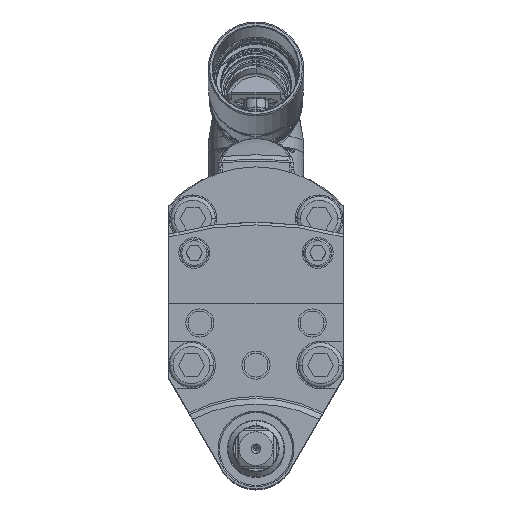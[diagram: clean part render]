
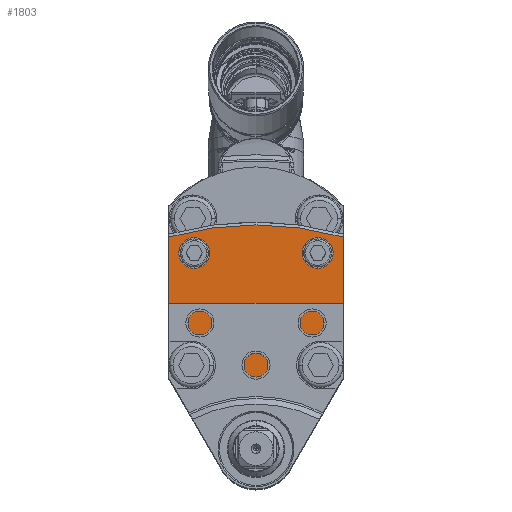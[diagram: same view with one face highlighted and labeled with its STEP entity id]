
A CAD part, top view. The second image highlights one B-rep face of the part: STEP entity #1803.
In plain terms, the highlighted planar face has unit normal (0, 0, 1).
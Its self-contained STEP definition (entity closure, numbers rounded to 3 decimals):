
#459=CARTESIAN_POINT('',(0.,33.,73.5));
#460=DIRECTION('',(0.,0.,1.));
#461=DIRECTION('',(0.,1.,0.));
#462=AXIS2_PLACEMENT_3D('',#459,#460,#461);
#467=CARTESIAN_POINT('',(0.,33.,73.5));
#468=DIRECTION('',(0.,0.,1.));
#469=DIRECTION('',(0.,-1.,0.));
#470=AXIS2_PLACEMENT_3D('',#467,#468,#469);
#475=CARTESIAN_POINT('',(22.,103.,73.5));
#476=DIRECTION('',(0.,0.,1.));
#477=DIRECTION('',(-1.,0.,0.));
#478=AXIS2_PLACEMENT_3D('',#475,#476,#477);
#483=CARTESIAN_POINT('',(22.,103.,73.5));
#484=DIRECTION('',(0.,0.,1.));
#485=DIRECTION('',(1.,0.,0.));
#486=AXIS2_PLACEMENT_3D('',#483,#484,#485);
#491=CARTESIAN_POINT('',(-22.,103.,73.5));
#492=DIRECTION('',(0.,0.,1.));
#493=DIRECTION('',(-1.,0.,0.));
#494=AXIS2_PLACEMENT_3D('',#491,#492,#493);
#499=CARTESIAN_POINT('',(-22.,103.,73.5));
#500=DIRECTION('',(0.,0.,1.));
#501=DIRECTION('',(1.,0.,0.));
#502=AXIS2_PLACEMENT_3D('',#499,#500,#501);
#507=DIRECTION('',(-0.5,0.866,0.));
#508=VECTOR('',#507,37.318);
#509=CARTESIAN_POINT('',(-12.341,25.875,73.5));
#510=LINE('',#509,#508);
#514=DIRECTION('',(0.,-1.,0.));
#515=VECTOR('',#514,50.471);
#516=CARTESIAN_POINT('',(-31.,108.665,73.5));
#517=LINE('',#516,#515);
#521=DIRECTION('',(0.,-1.,0.));
#522=VECTOR('',#521,50.471);
#523=CARTESIAN_POINT('',(31.,108.665,73.5));
#524=LINE('',#523,#522);
#528=DIRECTION('',(-0.5,-0.866,0.));
#529=VECTOR('',#528,37.318);
#530=CARTESIAN_POINT('',(31.,58.194,73.5));
#531=LINE('',#530,#529);
#535=CARTESIAN_POINT('',(0.,33.,73.5));
#536=DIRECTION('',(0.,0.,1.));
#537=DIRECTION('',(-0.866,-0.5,0.));
#538=AXIS2_PLACEMENT_3D('',#535,#536,#537);
#543=CARTESIAN_POINT('',(23.,63.,73.5));
#544=DIRECTION('',(0.,0.,-1.));
#545=DIRECTION('',(-1.,0.,0.));
#546=AXIS2_PLACEMENT_3D('',#543,#544,#545);
#551=CARTESIAN_POINT('',(23.,63.,73.5));
#552=DIRECTION('',(0.,0.,-1.));
#553=DIRECTION('',(1.,0.,0.));
#554=AXIS2_PLACEMENT_3D('',#551,#552,#553);
#559=CARTESIAN_POINT('',(-23.,63.,73.5));
#560=DIRECTION('',(0.,0.,1.));
#561=DIRECTION('',(1.,0.,0.));
#562=AXIS2_PLACEMENT_3D('',#559,#560,#561);
#567=CARTESIAN_POINT('',(-23.,63.,73.5));
#568=DIRECTION('',(0.,0.,1.));
#569=DIRECTION('',(-1.,0.,0.));
#570=AXIS2_PLACEMENT_3D('',#567,#568,#569);
#575=CARTESIAN_POINT('',(16.,43.,73.5));
#576=DIRECTION('',(0.,0.,1.));
#577=DIRECTION('',(-1.,0.,0.));
#578=AXIS2_PLACEMENT_3D('',#575,#576,#577);
#583=CARTESIAN_POINT('',(16.,43.,73.5));
#584=DIRECTION('',(0.,0.,1.));
#585=DIRECTION('',(1.,0.,0.));
#586=AXIS2_PLACEMENT_3D('',#583,#584,#585);
#591=CARTESIAN_POINT('',(10.,78.,73.5));
#592=DIRECTION('',(0.,0.,1.));
#593=DIRECTION('',(-1.,0.,0.));
#594=AXIS2_PLACEMENT_3D('',#591,#592,#593);
#599=CARTESIAN_POINT('',(10.,78.,73.5));
#600=DIRECTION('',(0.,0.,1.));
#601=DIRECTION('',(1.,0.,0.));
#602=AXIS2_PLACEMENT_3D('',#599,#600,#601);
#766=CARTESIAN_POINT('',(0.,0.,73.5));
#767=DIRECTION('',(0.,0.,1.));
#768=DIRECTION('',(0.274,0.962,0.));
#769=AXIS2_PLACEMENT_3D('',#766,#767,#768);
#1267=CARTESIAN_POINT('',(0.,45.5,73.5));
#1268=VERTEX_POINT('',#1267);
#1269=CARTESIAN_POINT('',(0.,20.5,73.5));
#1270=VERTEX_POINT('',#1269);
#1283=CARTESIAN_POINT('',(-12.341,25.875,73.5));
#1284=CARTESIAN_POINT('',(-31.,58.194,73.5));
#1285=VERTEX_POINT('',#1283);
#1286=VERTEX_POINT('',#1284);
#1287=CARTESIAN_POINT('',(-31.,108.665,73.5));
#1288=VERTEX_POINT('',#1287);
#1289=CARTESIAN_POINT('',(31.,108.665,73.5));
#1290=CARTESIAN_POINT('',(31.,58.194,73.5));
#1291=VERTEX_POINT('',#1289);
#1292=VERTEX_POINT('',#1290);
#1293=CARTESIAN_POINT('',(12.341,25.875,73.5));
#1294=VERTEX_POINT('',#1293);
#1311=CARTESIAN_POINT('',(16.5,103.,73.5));
#1312=CARTESIAN_POINT('',(27.5,103.,73.5));
#1313=VERTEX_POINT('',#1311);
#1314=VERTEX_POINT('',#1312);
#1327=CARTESIAN_POINT('',(-27.5,103.,73.5));
#1328=CARTESIAN_POINT('',(-16.5,103.,73.5));
#1329=VERTEX_POINT('',#1327);
#1330=VERTEX_POINT('',#1328);
#1335=CARTESIAN_POINT('',(17.75,63.,73.5));
#1336=CARTESIAN_POINT('',(28.25,63.,73.5));
#1337=VERTEX_POINT('',#1335);
#1338=VERTEX_POINT('',#1336);
#1369=CARTESIAN_POINT('',(13.,43.,73.5));
#1370=CARTESIAN_POINT('',(19.,43.,73.5));
#1371=VERTEX_POINT('',#1369);
#1372=VERTEX_POINT('',#1370);
#1377=CARTESIAN_POINT('',(7.,78.,73.5));
#1378=CARTESIAN_POINT('',(13.,78.,73.5));
#1379=VERTEX_POINT('',#1377);
#1380=VERTEX_POINT('',#1378);
#1421=CARTESIAN_POINT('',(-17.75,63.,73.5));
#1422=CARTESIAN_POINT('',(-28.25,63.,73.5));
#1423=VERTEX_POINT('',#1421);
#1424=VERTEX_POINT('',#1422);
#1744=CARTESIAN_POINT('',(0.,0.,73.5));
#1745=DIRECTION('',(0.,0.,1.));
#1746=DIRECTION('',(0.,1.,0.));
#1747=AXIS2_PLACEMENT_3D('',#1744,#1745,#1746);
#1748=PLANE('',#1747);
#1750=ORIENTED_EDGE('',*,*,#1749,.T.);
#1752=ORIENTED_EDGE('',*,*,#1751,.F.);
#1754=ORIENTED_EDGE('',*,*,#1753,.F.);
#1756=ORIENTED_EDGE('',*,*,#1755,.T.);
#1758=ORIENTED_EDGE('',*,*,#1757,.T.);
#1760=ORIENTED_EDGE('',*,*,#1759,.F.);
#1761=EDGE_LOOP('',(#1750,#1752,#1754,#1756,#1758,#1760));
#1762=FACE_OUTER_BOUND('',#1761,.F.);
#1764=ORIENTED_EDGE('',*,*,#1763,.T.);
#1766=ORIENTED_EDGE('',*,*,#1765,.T.);
#1767=EDGE_LOOP('',(#1764,#1766));
#1768=FACE_BOUND('',#1767,.F.);
#1770=ORIENTED_EDGE('',*,*,#1769,.T.);
#1772=ORIENTED_EDGE('',*,*,#1771,.T.);
#1773=EDGE_LOOP('',(#1770,#1772));
#1774=FACE_BOUND('',#1773,.F.);
#1775=ORIENTED_EDGE('',*,*,#1739,.T.);
#1776=ORIENTED_EDGE('',*,*,#1723,.T.);
#1777=EDGE_LOOP('',(#1775,#1776));
#1778=FACE_BOUND('',#1777,.F.);
#1780=ORIENTED_EDGE('',*,*,#1779,.F.);
#1782=ORIENTED_EDGE('',*,*,#1781,.F.);
#1783=EDGE_LOOP('',(#1780,#1782));
#1784=FACE_BOUND('',#1783,.F.);
#1786=ORIENTED_EDGE('',*,*,#1785,.T.);
#1788=ORIENTED_EDGE('',*,*,#1787,.T.);
#1789=EDGE_LOOP('',(#1786,#1788));
#1790=FACE_BOUND('',#1789,.F.);
#1792=ORIENTED_EDGE('',*,*,#1791,.T.);
#1794=ORIENTED_EDGE('',*,*,#1793,.T.);
#1795=EDGE_LOOP('',(#1792,#1794));
#1796=FACE_BOUND('',#1795,.F.);
#1798=ORIENTED_EDGE('',*,*,#1797,.T.);
#1800=ORIENTED_EDGE('',*,*,#1799,.T.);
#1801=EDGE_LOOP('',(#1798,#1800));
#1802=FACE_BOUND('',#1801,.F.);
#1803=ADVANCED_FACE('',(#1762,#1768,#1774,#1778,#1784,#1790,#1796,#1802),#1748,
.T.);
#463=CIRCLE('',#462,12.5);
#471=CIRCLE('',#470,12.5);
#479=CIRCLE('',#478,5.5);
#487=CIRCLE('',#486,5.5);
#495=CIRCLE('',#494,5.5);
#503=CIRCLE('',#502,5.5);
#539=CIRCLE('',#538,14.25);
#547=CIRCLE('',#546,5.25);
#555=CIRCLE('',#554,5.25);
#563=CIRCLE('',#562,5.25);
#571=CIRCLE('',#570,5.25);
#579=CIRCLE('',#578,3.);
#587=CIRCLE('',#586,3.);
#595=CIRCLE('',#594,3.);
#603=CIRCLE('',#602,3.);
#770=CIRCLE('',#769,113.);
#1723=EDGE_CURVE('',#1270,#1268,#471,.T.);
#1739=EDGE_CURVE('',#1268,#1270,#463,.T.);
#1749=EDGE_CURVE('',#1285,#1286,#510,.T.);
#1751=EDGE_CURVE('',#1288,#1286,#517,.T.);
#1753=EDGE_CURVE('',#1291,#1288,#770,.T.);
#1755=EDGE_CURVE('',#1291,#1292,#524,.T.);
#1757=EDGE_CURVE('',#1292,#1294,#531,.T.);
#1759=EDGE_CURVE('',#1285,#1294,#539,.T.);
#1763=EDGE_CURVE('',#1313,#1314,#479,.T.);
#1765=EDGE_CURVE('',#1314,#1313,#487,.T.);
#1769=EDGE_CURVE('',#1329,#1330,#495,.T.);
#1771=EDGE_CURVE('',#1330,#1329,#503,.T.);
#1779=EDGE_CURVE('',#1337,#1338,#547,.T.);
#1781=EDGE_CURVE('',#1338,#1337,#555,.T.);
#1785=EDGE_CURVE('',#1423,#1424,#563,.T.);
#1787=EDGE_CURVE('',#1424,#1423,#571,.T.);
#1791=EDGE_CURVE('',#1371,#1372,#579,.T.);
#1793=EDGE_CURVE('',#1372,#1371,#587,.T.);
#1797=EDGE_CURVE('',#1379,#1380,#595,.T.);
#1799=EDGE_CURVE('',#1380,#1379,#603,.T.);
